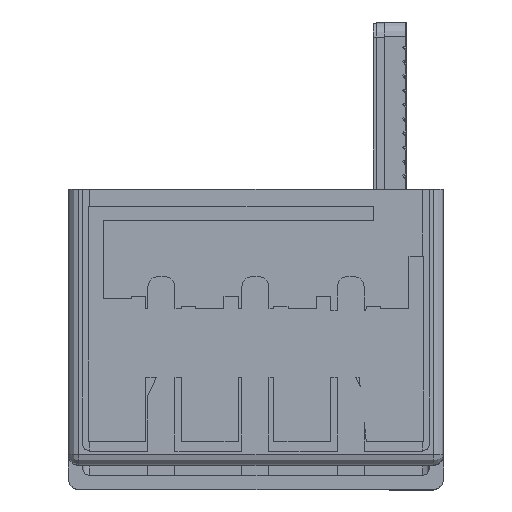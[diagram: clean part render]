
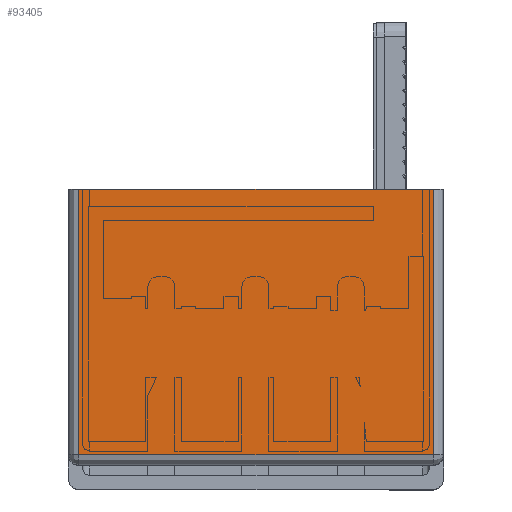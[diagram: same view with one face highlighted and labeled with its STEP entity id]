
A CAD part, top view. The second image highlights one B-rep face of the part: STEP entity #93405.
In plain terms, the highlighted planar face has unit normal (0, 0, 1).
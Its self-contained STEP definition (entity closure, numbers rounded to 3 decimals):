
#5710 = CARTESIAN_POINT ( 'NONE',  ( 24.2, -0.95, 305. ) ) ;
#5881 = CARTESIAN_POINT ( 'NONE',  ( -0.7, -0.95, 305. ) ) ;
#6622 = CARTESIAN_POINT ( 'NONE',  ( 24.2, 17.7, 305. ) ) ;
#6755 = CARTESIAN_POINT ( 'NONE',  ( -0.7, 17.7, 305. ) ) ;
#33965 = FACE_OUTER_BOUND ( 'NONE', #45461, .T. ) ;
#34003 = PLANE ( 'NONE',  #85517 ) ;
#34013 = DIRECTION ( 'NONE',  ( 0., 0., -1. ) ) ;
#34015 = DIRECTION ( 'NONE',  ( -1., 0., 0. ) ) ;
#34019 = CARTESIAN_POINT ( 'NONE',  ( 11.75, -17.624, 305. ) ) ;
#45461 = EDGE_LOOP ( 'NONE', ( #95783, #95758, #95779, #95801 ) ) ;
#48827 = DIRECTION ( 'NONE',  ( -1., 0., 0. ) ) ;
#48861 = CARTESIAN_POINT ( 'NONE',  ( 11.75, -0.95, 305. ) ) ;
#48875 = LINE ( 'NONE', #48861, #91028 ) ;
#49111 = DIRECTION ( 'NONE',  ( 0., 1., 0. ) ) ;
#49163 = LINE ( 'NONE', #49182, #91002 ) ;
#49182 = CARTESIAN_POINT ( 'NONE',  ( -0.7, -17.624, 305. ) ) ;
#49496 = CARTESIAN_POINT ( 'NONE',  ( 24.2, -17.624, 305. ) ) ;
#49540 = LINE ( 'NONE', #49496, #91158 ) ;
#49552 = DIRECTION ( 'NONE',  ( 0., -1., 0. ) ) ;
#50132 = CARTESIAN_POINT ( 'NONE',  ( 11.75, 17.7, 305. ) ) ;
#50161 = DIRECTION ( 'NONE',  ( 1., 0., 0. ) ) ;
#50180 = LINE ( 'NONE', #50132, #91315 ) ;
#63108 = VERTEX_POINT ( 'NONE', #5710 ) ;
#63137 = VERTEX_POINT ( 'NONE', #5881 ) ;
#64915 = VERTEX_POINT ( 'NONE', #6622 ) ;
#64992 = VERTEX_POINT ( 'NONE', #6755 ) ;
#83672 = EDGE_CURVE ( 'NONE', #63108, #63137, #48875, .T. ) ;
#83702 = EDGE_CURVE ( 'NONE', #63137, #64992, #49163, .T. ) ;
#83754 = EDGE_CURVE ( 'NONE', #64915, #63108, #49540, .T. ) ;
#83816 = EDGE_CURVE ( 'NONE', #64992, #64915, #50180, .T. ) ;
#85517 = AXIS2_PLACEMENT_3D ( 'NONE', #34019, #34013, #34015 ) ;
#91002 = VECTOR ( 'NONE', #49111, 1000. ) ;
#91028 = VECTOR ( 'NONE', #48827, 1000. ) ;
#91158 = VECTOR ( 'NONE', #49552, 1000. ) ;
#91315 = VECTOR ( 'NONE', #50161, 1000. ) ;
#93405 = ADVANCED_FACE ( 'NONE', ( #33965 ), #34003, .F. ) ;
#95758 = ORIENTED_EDGE ( 'NONE', *, *, #83672, .F. ) ;
#95779 = ORIENTED_EDGE ( 'NONE', *, *, #83754, .F. ) ;
#95783 = ORIENTED_EDGE ( 'NONE', *, *, #83702, .F. ) ;
#95801 = ORIENTED_EDGE ( 'NONE', *, *, #83816, .F. ) ;
